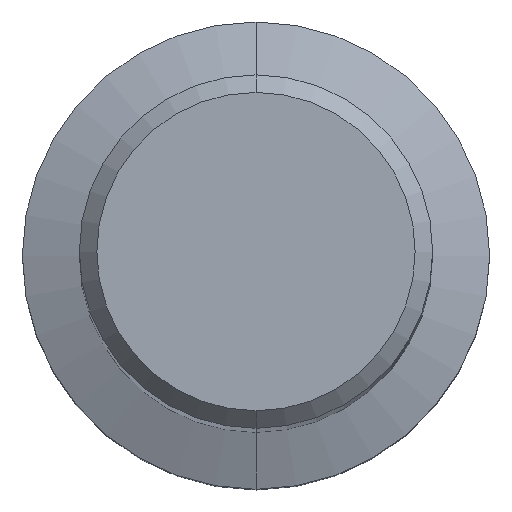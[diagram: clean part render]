
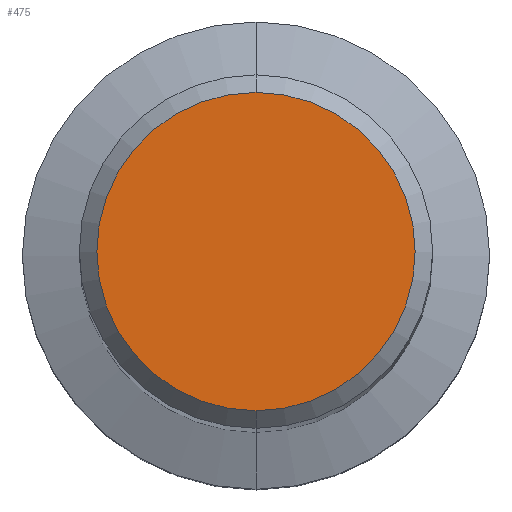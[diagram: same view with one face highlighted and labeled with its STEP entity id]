
A CAD part, top view. The second image highlights one B-rep face of the part: STEP entity #475.
In plain terms, the highlighted planar face has unit normal (0, 0, 1).
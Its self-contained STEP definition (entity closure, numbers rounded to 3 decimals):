
#257=VERTEX_POINT('',#615);
#269=VERTEX_POINT('',#629);
#307=EDGE_CURVE('',#269,#257,#673,.T.);
#377=EDGE_CURVE('',#257,#269,#749,.T.);
#475=ADVANCED_FACE('',(#858),#859,.T.);
#615=CARTESIAN_POINT('',(0.0,5.45,0.0));
#629=CARTESIAN_POINT('',(0.,-5.45,0.0));
#673=CIRCLE('',#1187,5.45);
#749=CIRCLE('',#1303,5.45);
#858=FACE_OUTER_BOUND('',#1506,.T.);
#859=PLANE('',#1507);
#1187=AXIS2_PLACEMENT_3D('',#1820,#1821,#1822);
#1303=AXIS2_PLACEMENT_3D('',#1904,#1905,#1906);
#1506=EDGE_LOOP('',(#2039,#2040));
#1507=AXIS2_PLACEMENT_3D('',#2041,#2042,#2043);
#1820=CARTESIAN_POINT('',(0.0,0.0,0.0));
#1821=DIRECTION('',(0.0,0.0,-1.0));
#1822=DIRECTION('',(0.0,1.0,0.0));
#1904=CARTESIAN_POINT('',(0.0,0.0,0.0));
#1905=DIRECTION('',(0.0,0.0,-1.0));
#1906=DIRECTION('',(0.0,1.0,0.0));
#2039=ORIENTED_EDGE('',*,*,#377,.F.);
#2040=ORIENTED_EDGE('',*,*,#307,.F.);
#2041=CARTESIAN_POINT('',(0.0,2.725,0.0));
#2042=DIRECTION('',(-0.0,0.0,1.0));
#2043=DIRECTION('',(0.0,-1.0,0.0));
